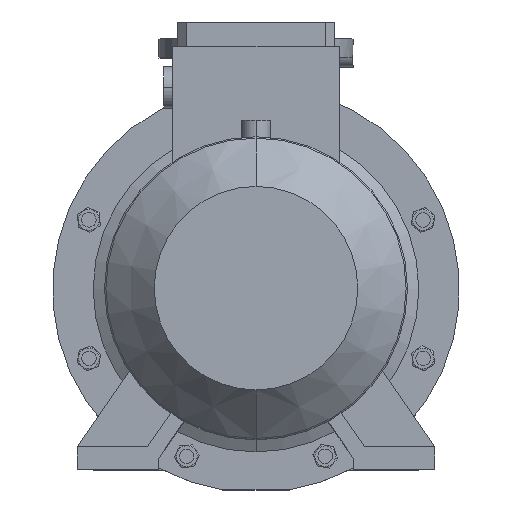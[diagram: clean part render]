
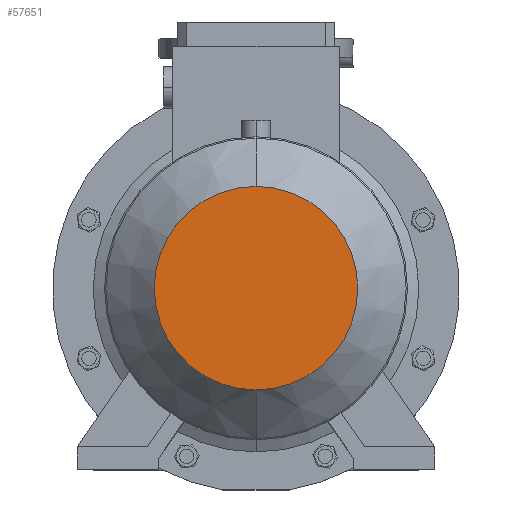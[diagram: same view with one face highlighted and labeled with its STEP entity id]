
A CAD part, top view. The second image highlights one B-rep face of the part: STEP entity #57651.
In plain terms, the highlighted planar face has unit normal (0, 0, 1).
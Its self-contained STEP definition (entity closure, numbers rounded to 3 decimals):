
#483 = DIRECTION ( 'NONE',  ( 0., 0., -1. ) ) ;
#8968 = EDGE_CURVE ( 'NONE', #12469, #50432, #59126, .T. ) ;
#12469 = VERTEX_POINT ( 'NONE', #16822 ) ;
#13654 = ORIENTED_EDGE ( 'NONE', *, *, #8968, .F. ) ;
#15374 = DIRECTION ( 'NONE',  ( 0., 0., -1. ) ) ;
#16822 = CARTESIAN_POINT ( 'NONE',  ( 0., -112.5, 848. ) ) ;
#19399 = PLANE ( 'NONE',  #45652 ) ;
#20253 = CARTESIAN_POINT ( 'NONE',  ( 0., 0., 848. ) ) ;
#20874 = CARTESIAN_POINT ( 'NONE',  ( 0., 112.5, 848. ) ) ;
#25328 = CARTESIAN_POINT ( 'NONE',  ( 0., 0., 848. ) ) ;
#26884 = EDGE_LOOP ( 'NONE', ( #37390, #13654 ) ) ;
#29161 = EDGE_CURVE ( 'NONE', #50432, #12469, #42549, .T. ) ;
#34467 = DIRECTION ( 'NONE',  ( 0., -1., 0. ) ) ;
#34905 = DIRECTION ( 'NONE',  ( 0., 1., 0. ) ) ;
#37390 = ORIENTED_EDGE ( 'NONE', *, *, #29161, .F. ) ;
#40480 = DIRECTION ( 'NONE',  ( 0., 1., 0. ) ) ;
#42549 = CIRCLE ( 'NONE', #64687, 112.5 ) ;
#45652 = AXIS2_PLACEMENT_3D ( 'NONE', #49451, #60179, #34467 ) ;
#49451 = CARTESIAN_POINT ( 'NONE',  ( 0., 0., 848. ) ) ;
#50432 = VERTEX_POINT ( 'NONE', #20874 ) ;
#50539 = FACE_OUTER_BOUND ( 'NONE', #26884, .T. ) ;
#57651 = ADVANCED_FACE ( 'NONE', ( #50539 ), #19399, .T. ) ;
#59126 = CIRCLE ( 'NONE', #62301, 112.5 ) ;
#60179 = DIRECTION ( 'NONE',  ( 0., 0., 1. ) ) ;
#62301 = AXIS2_PLACEMENT_3D ( 'NONE', #20253, #15374, #34905 ) ;
#64687 = AXIS2_PLACEMENT_3D ( 'NONE', #25328, #483, #40480 ) ;
